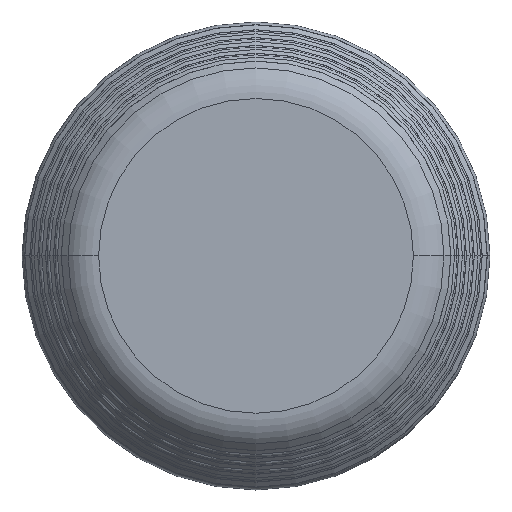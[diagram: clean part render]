
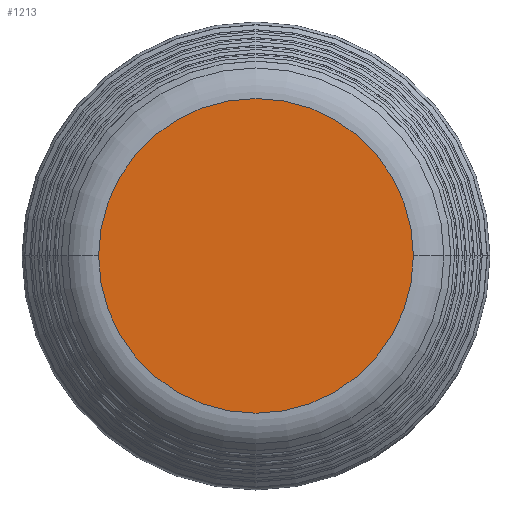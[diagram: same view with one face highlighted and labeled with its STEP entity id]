
A CAD part, top view. The second image highlights one B-rep face of the part: STEP entity #1213.
In plain terms, the highlighted planar face has unit normal (0, 0, 1).
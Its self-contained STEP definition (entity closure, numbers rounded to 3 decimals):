
#223 = VERTEX_POINT ( 'NONE', #1806 ) ;
#256 = EDGE_LOOP ( 'NONE', ( #318, #330 ) ) ;
#274 = CARTESIAN_POINT ( 'NONE',  ( 0., 0., 88. ) ) ;
#276 = DIRECTION ( 'NONE',  ( 0., 0., 1. ) ) ;
#294 = DIRECTION ( 'NONE',  ( -1., 0., 0. ) ) ;
#318 = ORIENTED_EDGE ( 'NONE', *, *, #1476, .T. ) ;
#330 = ORIENTED_EDGE ( 'NONE', *, *, #801, .T. ) ;
#426 = CARTESIAN_POINT ( 'NONE',  ( 75.328, 0., 88. ) ) ;
#521 = DIRECTION ( 'NONE',  ( -1., 0., 0. ) ) ;
#524 = DIRECTION ( 'NONE',  ( 0., 0., 1. ) ) ;
#525 = CARTESIAN_POINT ( 'NONE',  ( 0., 0., 88. ) ) ;
#668 = AXIS2_PLACEMENT_3D ( 'NONE', #274, #276, #294 ) ;
#781 = AXIS2_PLACEMENT_3D ( 'NONE', #946, #933, #930 ) ;
#801 = EDGE_CURVE ( 'NONE', #1326, #223, #1830, .T. ) ;
#915 = PLANE ( 'NONE',  #781 ) ;
#930 = DIRECTION ( 'NONE',  ( -1., 0., 0. ) ) ;
#933 = DIRECTION ( 'NONE',  ( 0., 0., -1. ) ) ;
#946 = CARTESIAN_POINT ( 'NONE',  ( 0., 84.025, 88. ) ) ;
#1213 = ADVANCED_FACE ( 'NONE', ( #1376 ), #915, .F. ) ;
#1269 = CIRCLE ( 'NONE', #668, 75.328 ) ;
#1308 = AXIS2_PLACEMENT_3D ( 'NONE', #525, #524, #521 ) ;
#1326 = VERTEX_POINT ( 'NONE', #426 ) ;
#1376 = FACE_OUTER_BOUND ( 'NONE', #256, .T. ) ;
#1476 = EDGE_CURVE ( 'NONE', #223, #1326, #1269, .T. ) ;
#1806 = CARTESIAN_POINT ( 'NONE',  ( -75.328, 0., 88. ) ) ;
#1830 = CIRCLE ( 'NONE', #1308, 75.328 ) ;
